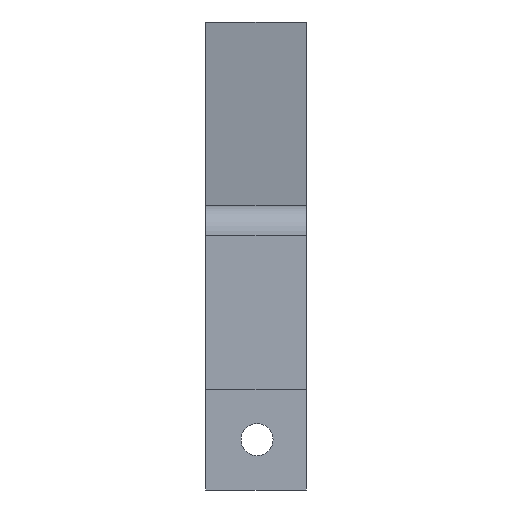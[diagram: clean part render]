
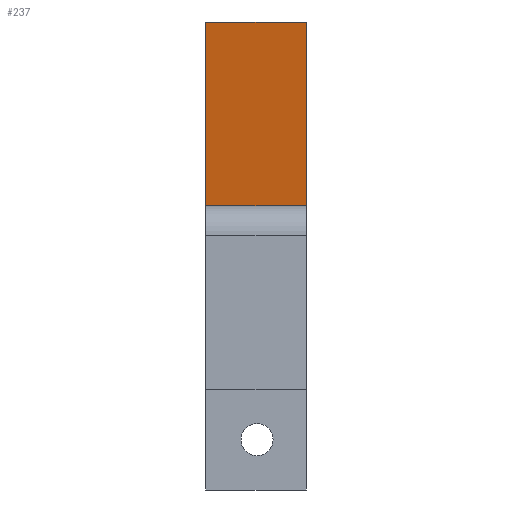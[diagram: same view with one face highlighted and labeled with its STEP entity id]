
A CAD part, front view. The second image highlights one B-rep face of the part: STEP entity #237.
In plain terms, the highlighted planar face has unit normal (0, -0.158, 0.987).
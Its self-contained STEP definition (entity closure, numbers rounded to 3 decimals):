
#14 = DIRECTION ( 'NONE',  ( -1., 0., 0. ) ) ;
#20 = CARTESIAN_POINT ( 'NONE',  ( 10., -97.856, -29.925 ) ) ;
#31 = LINE ( 'NONE', #1142, #1022 ) ;
#87 = CARTESIAN_POINT ( 'NONE',  ( 0., -97.856, -29.925 ) ) ;
#106 = DIRECTION ( 'NONE',  ( 0., -0.158, 0.987 ) ) ;
#123 = CARTESIAN_POINT ( 'NONE',  ( -123.038, -97.856, -29.925 ) ) ;
#152 = CARTESIAN_POINT ( 'NONE',  ( 0., 16.39, -11.645 ) ) ;
#174 = EDGE_CURVE ( 'NONE', #1337, #592, #1056, .T. ) ;
#237 = ADVANCED_FACE ( 'NONE', ( #673 ), #246, .T. ) ;
#246 = PLANE ( 'NONE',  #321 ) ;
#254 = CARTESIAN_POINT ( 'NONE',  ( -123.038, 17.343, -11.492 ) ) ;
#299 = ORIENTED_EDGE ( 'NONE', *, *, #854, .T. ) ;
#321 = AXIS2_PLACEMENT_3D ( 'NONE', #254, #106, #1521 ) ;
#378 = EDGE_CURVE ( 'NONE', #1805, #1002, #31, .T. ) ;
#384 = VECTOR ( 'NONE', #1082, 1000. ) ;
#414 = VECTOR ( 'NONE', #14, 1000. ) ;
#443 = VECTOR ( 'NONE', #690, 1000. ) ;
#582 = CARTESIAN_POINT ( 'NONE',  ( -123.038, 16.39, -11.645 ) ) ;
#592 = VERTEX_POINT ( 'NONE', #152 ) ;
#597 = DIRECTION ( 'NONE',  ( 0., -0.987, -0.158 ) ) ;
#673 = FACE_OUTER_BOUND ( 'NONE', #1619, .T. ) ;
#690 = DIRECTION ( 'NONE',  ( 1., 0., 0. ) ) ;
#710 = LINE ( 'NONE', #582, #414 ) ;
#854 = EDGE_CURVE ( 'NONE', #1337, #1002, #1215, .T. ) ;
#898 = EDGE_CURVE ( 'NONE', #1805, #592, #710, .T. ) ;
#1002 = VERTEX_POINT ( 'NONE', #20 ) ;
#1022 = VECTOR ( 'NONE', #597, 1000. ) ;
#1056 = LINE ( 'NONE', #1216, #384 ) ;
#1082 = DIRECTION ( 'NONE',  ( 0., 0.987, 0.158 ) ) ;
#1135 = CARTESIAN_POINT ( 'NONE',  ( 10., 16.39, -11.645 ) ) ;
#1142 = CARTESIAN_POINT ( 'NONE',  ( 10., 17.343, -11.492 ) ) ;
#1215 = LINE ( 'NONE', #123, #443 ) ;
#1216 = CARTESIAN_POINT ( 'NONE',  ( 0., 17.343, -11.492 ) ) ;
#1231 = ORIENTED_EDGE ( 'NONE', *, *, #378, .F. ) ;
#1263 = ORIENTED_EDGE ( 'NONE', *, *, #174, .F. ) ;
#1337 = VERTEX_POINT ( 'NONE', #87 ) ;
#1521 = DIRECTION ( 'NONE',  ( 0., -0.987, -0.158 ) ) ;
#1575 = ORIENTED_EDGE ( 'NONE', *, *, #898, .T. ) ;
#1619 = EDGE_LOOP ( 'NONE', ( #1263, #299, #1231, #1575 ) ) ;
#1805 = VERTEX_POINT ( 'NONE', #1135 ) ;
